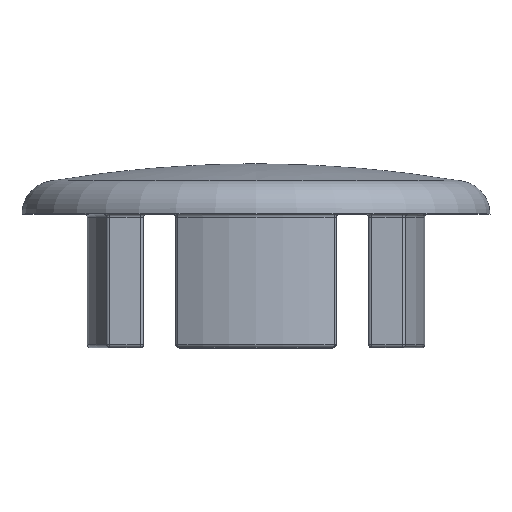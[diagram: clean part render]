
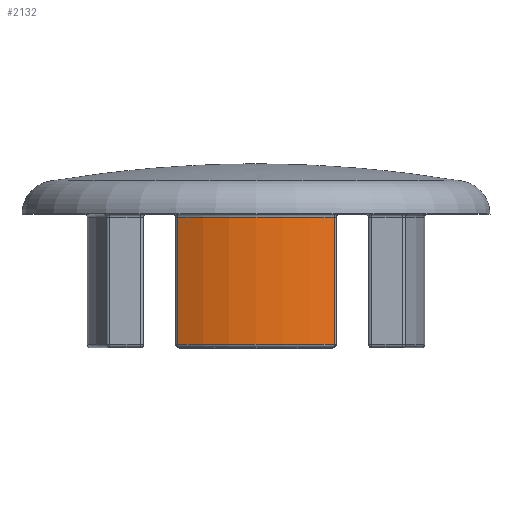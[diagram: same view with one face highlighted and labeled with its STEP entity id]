
A CAD part, top view. The second image highlights one B-rep face of the part: STEP entity #2132.
In plain terms, the highlighted cylindrical face has radius 10.095 mm (diameter 20.19 mm), a partial arc.
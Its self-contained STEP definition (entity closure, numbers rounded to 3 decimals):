
#133=LINE('',#3906,#229);
#134=LINE('',#3909,#230);
#229=VECTOR('',#3200,10.);
#230=VECTOR('',#3203,10.);
#297=CYLINDRICAL_SURFACE('',#2477,10.095);
#422=FACE_OUTER_BOUND('',#581,.T.);
#581=EDGE_LOOP('',(#1792,#1793,#1794,#1795));
#794=CIRCLE('',#2466,10.095);
#801=CIRCLE('',#2478,10.095);
#984=VERTEX_POINT('',#3883);
#985=VERTEX_POINT('',#3887);
#989=VERTEX_POINT('',#3905);
#990=VERTEX_POINT('',#3907);
#1256=EDGE_CURVE('',#984,#985,#794,.T.);
#1264=EDGE_CURVE('',#984,#989,#133,.T.);
#1265=EDGE_CURVE('',#990,#989,#801,.T.);
#1266=EDGE_CURVE('',#985,#990,#134,.T.);
#1792=ORIENTED_EDGE('',*,*,#1256,.F.);
#1793=ORIENTED_EDGE('',*,*,#1264,.T.);
#1794=ORIENTED_EDGE('',*,*,#1265,.F.);
#1795=ORIENTED_EDGE('',*,*,#1266,.F.);
#2132=ADVANCED_FACE('',(#422),#297,.T.);
#2466=AXIS2_PLACEMENT_3D('',#3889,#3175,#3176);
#2477=AXIS2_PLACEMENT_3D('',#3904,#3198,#3199);
#2478=AXIS2_PLACEMENT_3D('',#3908,#3201,#3202);
#3175=DIRECTION('center_axis',(0.,1.,0.));
#3176=DIRECTION('ref_axis',(0.,0.,1.));
#3198=DIRECTION('center_axis',(0.,-1.,0.));
#3199=DIRECTION('ref_axis',(-0.464,0.,-0.886));
#3200=DIRECTION('',(0.,-1.,0.));
#3201=DIRECTION('center_axis',(0.,-1.,0.));
#3202=DIRECTION('ref_axis',(0.,0.,
1.));
#3203=DIRECTION('',(0.,-1.,0.));
#3883=CARTESIAN_POINT('',(-4.688,-0.2,8.94));
#3887=CARTESIAN_POINT('',(4.688,-0.2,8.94));
#3889=CARTESIAN_POINT('Origin',(0.,-0.2,0.));
#3904=CARTESIAN_POINT('Origin',(0.,0.,0.));
#3905=CARTESIAN_POINT('',(-4.688,-7.8,8.94));
#3906=CARTESIAN_POINT('',(-4.688,0.,8.94));
#3907=CARTESIAN_POINT('',(4.688,-7.8,8.94));
#3908=CARTESIAN_POINT('Origin',(0.,-7.8,0.));
#3909=CARTESIAN_POINT('',(4.688,0.,8.94));
